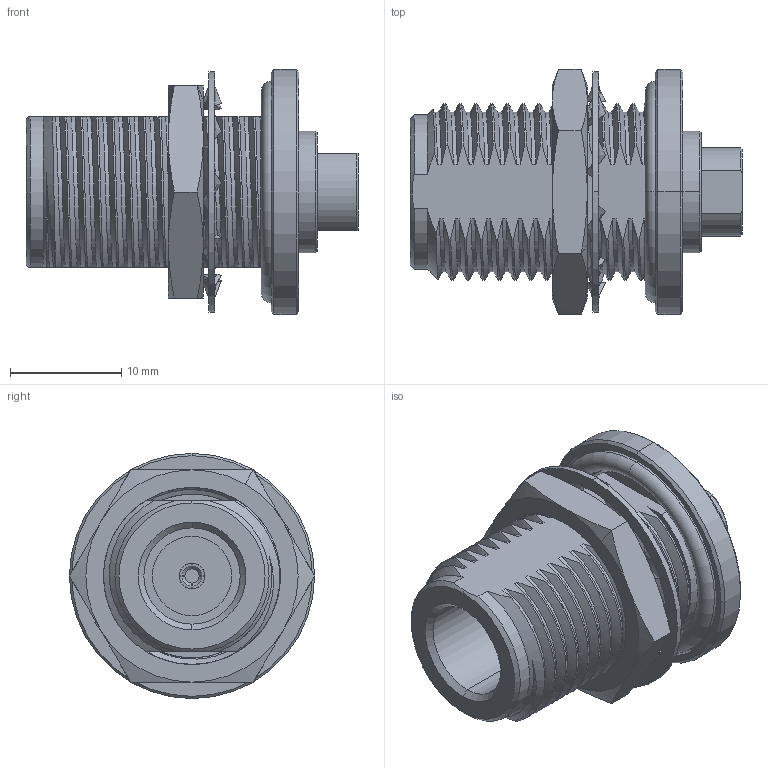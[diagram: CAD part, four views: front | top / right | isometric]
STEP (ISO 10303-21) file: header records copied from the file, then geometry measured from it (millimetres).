
FILE_DESCRIPTION (( 'STEP AP214' ), '1' );
FILE_NAME ('FMCN1598_3D.step', '2023-10-30T17:58:06', ( '' ), ( '' ), 'SwSTEP 2.0', 'SolidWorks 2022', '' );
FILE_SCHEMA (( 'AUTOMOTIVE_DESIGN' ));
Length unit declared in the file: inch
Products named in the file (1): FMCN1598_3D
Bounding box: 29.79 x 22 x 22 mm (x, y, z)
Volume: 4685.4 mm3; surface area: 4354.2 mm2
Topology: 4 solids, 4 shells, 302 faces, 870 edges, 582 vertices
Faces by surface type: bspline 130, cylinder 80, plane 50, cone 38, torus 4
Entity records: 54310 total; most frequent: CARTESIAN_POINT 47888, ORIENTED_EDGE 1740, EDGE_CURVE 870, DIRECTION 826, VERTEX_POINT 582, B_SPLINE_CURVE_WITH_KNOTS 334, AXIS2_PLACEMENT_3D 320, EDGE_LOOP 314
